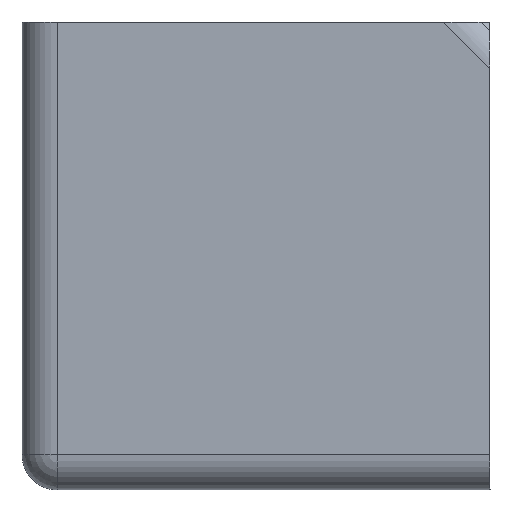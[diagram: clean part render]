
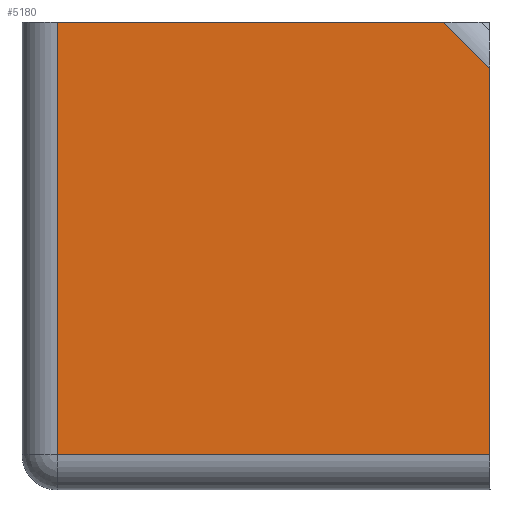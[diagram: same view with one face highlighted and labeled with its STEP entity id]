
A CAD part, front view. The second image highlights one B-rep face of the part: STEP entity #5180.
In plain terms, the highlighted planar face has unit normal (0, -1, 0).
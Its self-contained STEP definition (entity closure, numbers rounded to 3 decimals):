
#725 = ORIENTED_EDGE ( 'NONE', *, *, #4660, .F. ) ;
#1772 = CARTESIAN_POINT ( 'NONE',  ( 36.04, 0., 40. ) ) ;
#1866 = LINE ( 'NONE', #5581, #7194 ) ;
#2176 = VECTOR ( 'NONE', #2545, 1000. ) ;
#2181 = ORIENTED_EDGE ( 'NONE', *, *, #2959, .T. ) ;
#2377 = PLANE ( 'NONE',  #6010 ) ;
#2545 = DIRECTION ( 'NONE',  ( 0.707, 0., -0.707 ) ) ;
#2666 = VECTOR ( 'NONE', #2994, 1000. ) ;
#2959 = EDGE_CURVE ( 'NONE', #4649, #8125, #7855, .T. ) ;
#2994 = DIRECTION ( 'NONE',  ( 1., 0., 0. ) ) ;
#3983 = CARTESIAN_POINT ( 'NONE',  ( 3., 0., 40. ) ) ;
#4116 = ORIENTED_EDGE ( 'NONE', *, *, #9971, .F. ) ;
#4405 = DIRECTION ( 'NONE',  ( 0., 0., -1. ) ) ;
#4436 = DIRECTION ( 'NONE',  ( 1., 0., 0. ) ) ;
#4649 = VERTEX_POINT ( 'NONE', #9549 ) ;
#4660 = EDGE_CURVE ( 'NONE', #8164, #7028, #4841, .T. ) ;
#4696 = EDGE_CURVE ( 'NONE', #10018, #4649, #1866, .T. ) ;
#4841 = LINE ( 'NONE', #12526, #2176 ) ;
#5180 = ADVANCED_FACE ( 'NONE', ( #6861 ), #2377, .F. ) ;
#5289 = CARTESIAN_POINT ( 'NONE',  ( 40., 0., 36.04 ) ) ;
#5372 = DIRECTION ( 'NONE',  ( 0., 0., 1. ) ) ;
#5581 = CARTESIAN_POINT ( 'NONE',  ( 3., 0., 40. ) ) ;
#5740 = CARTESIAN_POINT ( 'NONE',  ( 40., 0., 3. ) ) ;
#6010 = AXIS2_PLACEMENT_3D ( 'NONE', #6343, #11371, #5372 ) ;
#6126 = VECTOR ( 'NONE', #4405, 1000. ) ;
#6343 = CARTESIAN_POINT ( 'NONE',  ( 0., 0., 40. ) ) ;
#6861 = FACE_OUTER_BOUND ( 'NONE', #10886, .T. ) ;
#7028 = VERTEX_POINT ( 'NONE', #5289 ) ;
#7194 = VECTOR ( 'NONE', #11583, 1000. ) ;
#7855 = LINE ( 'NONE', #11426, #12824 ) ;
#7876 = LINE ( 'NONE', #10404, #6126 ) ;
#8125 = VERTEX_POINT ( 'NONE', #5740 ) ;
#8164 = VERTEX_POINT ( 'NONE', #1772 ) ;
#8988 = CARTESIAN_POINT ( 'NONE',  ( 0., 0., 40. ) ) ;
#9335 = EDGE_CURVE ( 'NONE', #7028, #8125, #7876, .T. ) ;
#9549 = CARTESIAN_POINT ( 'NONE',  ( 3., 0., 3. ) ) ;
#9971 = EDGE_CURVE ( 'NONE', #10018, #8164, #10339, .T. ) ;
#10018 = VERTEX_POINT ( 'NONE', #3983 ) ;
#10339 = LINE ( 'NONE', #8988, #2666 ) ;
#10404 = CARTESIAN_POINT ( 'NONE',  ( 40., 0., 40. ) ) ;
#10886 = EDGE_LOOP ( 'NONE', ( #725, #4116, #12473, #2181, #11966 ) ) ;
#11371 = DIRECTION ( 'NONE',  ( 0., 1., 0. ) ) ;
#11426 = CARTESIAN_POINT ( 'NONE',  ( 40., 0., 3. ) ) ;
#11583 = DIRECTION ( 'NONE',  ( 0., 0., -1. ) ) ;
#11966 = ORIENTED_EDGE ( 'NONE', *, *, #9335, .F. ) ;
#12473 = ORIENTED_EDGE ( 'NONE', *, *, #4696, .T. ) ;
#12526 = CARTESIAN_POINT ( 'NONE',  ( 58.02, 0., 18.02 ) ) ;
#12824 = VECTOR ( 'NONE', #4436, 1000. ) ;
